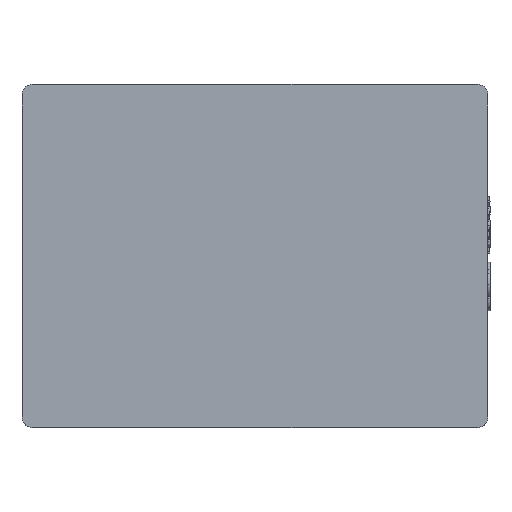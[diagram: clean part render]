
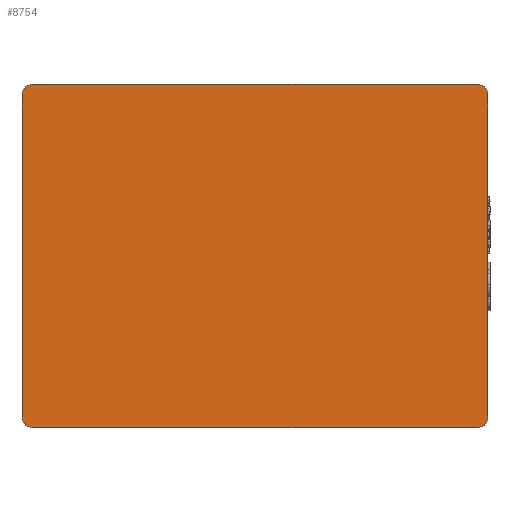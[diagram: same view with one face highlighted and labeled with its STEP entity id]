
A CAD part, top view. The second image highlights one B-rep face of the part: STEP entity #8754.
In plain terms, the highlighted planar face has unit normal (0, 0, 1).
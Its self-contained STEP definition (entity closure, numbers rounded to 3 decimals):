
#756 = DIRECTION ( 'NONE',  ( 1., 0., 0. ) ) ;
#1605 = PLANE ( 'NONE',  #19236 ) ;
#3439 = CARTESIAN_POINT ( 'NONE',  ( 1.05, -0.76, 0.48 ) ) ;
#4051 = FACE_OUTER_BOUND ( 'NONE', #10239, .T. ) ;
#4813 = CARTESIAN_POINT ( 'NONE',  ( -1.1, 0.76, 0.48 ) ) ;
#4873 = CIRCLE ( 'NONE', #16108, 0.05 ) ;
#7589 = LINE ( 'NONE', #21208, #30331 ) ;
#8420 = DIRECTION ( 'NONE',  ( -1., 0., 0. ) ) ;
#8754 = ADVANCED_FACE ( 'NONE', ( #4051 ), #1605, .F. ) ;
#9267 = DIRECTION ( 'NONE',  ( 0., 0., 1. ) ) ;
#10239 = EDGE_LOOP ( 'NONE', ( #29470, #20056, #11665, #22197, #14084, #25362, #12666, #27850 ) ) ;
#10630 = VERTEX_POINT ( 'NONE', #22122 ) ;
#10726 = CIRCLE ( 'NONE', #27540, 0.05 ) ;
#11077 = DIRECTION ( 'NONE',  ( 0., 0., -1. ) ) ;
#11116 = DIRECTION ( 'NONE',  ( 0., 0., 1. ) ) ;
#11665 = ORIENTED_EDGE ( 'NONE', *, *, #23428, .T. ) ;
#11712 = CARTESIAN_POINT ( 'NONE',  ( -1.05, 0.76, 0.48 ) ) ;
#11726 = VERTEX_POINT ( 'NONE', #17173 ) ;
#11736 = CARTESIAN_POINT ( 'NONE',  ( 1.05, 0.76, 0.48 ) ) ;
#12377 = DIRECTION ( 'NONE',  ( 1., 0., 0. ) ) ;
#12460 = CARTESIAN_POINT ( 'NONE',  ( 1.05, 0.76, 0.48 ) ) ;
#12666 = ORIENTED_EDGE ( 'NONE', *, *, #29775, .T. ) ;
#14084 = ORIENTED_EDGE ( 'NONE', *, *, #32038, .T. ) ;
#14931 = EDGE_CURVE ( 'NONE', #41667, #27643, #38125, .T. ) ;
#15019 = EDGE_CURVE ( 'NONE', #27643, #23263, #29379, .T. ) ;
#15962 = DIRECTION ( 'NONE',  ( 0., 0., 1. ) ) ;
#16108 = AXIS2_PLACEMENT_3D ( 'NONE', #3439, #11116, #756 ) ;
#16957 = VERTEX_POINT ( 'NONE', #24242 ) ;
#17173 = CARTESIAN_POINT ( 'NONE',  ( 1.05, -0.81, 0.48 ) ) ;
#17667 = DIRECTION ( 'NONE',  ( 1., 0., 0. ) ) ;
#17700 = CARTESIAN_POINT ( 'NONE',  ( 1.1, 0.76, 0.48 ) ) ;
#19236 = AXIS2_PLACEMENT_3D ( 'NONE', #11736, #11077, #8420 ) ;
#20056 = ORIENTED_EDGE ( 'NONE', *, *, #34061, .T. ) ;
#20967 = CARTESIAN_POINT ( 'NONE',  ( 1.1, -0.76, 0.48 ) ) ;
#21208 = CARTESIAN_POINT ( 'NONE',  ( -1.05, -0.81, 0.48 ) ) ;
#21701 = AXIS2_PLACEMENT_3D ( 'NONE', #11712, #9267, #35811 ) ;
#22122 = CARTESIAN_POINT ( 'NONE',  ( -1.1, 0.76, 0.48 ) ) ;
#22134 = DIRECTION ( 'NONE',  ( -1., 0., 0. ) ) ;
#22197 = ORIENTED_EDGE ( 'NONE', *, *, #25671, .T. ) ;
#23263 = VERTEX_POINT ( 'NONE', #36955 ) ;
#23428 = EDGE_CURVE ( 'NONE', #39106, #10630, #32905, .T. ) ;
#24146 = LINE ( 'NONE', #41221, #26331 ) ;
#24242 = CARTESIAN_POINT ( 'NONE',  ( -1.05, -0.81, 0.48 ) ) ;
#25086 = EDGE_CURVE ( 'NONE', #16957, #11726, #7589, .T. ) ;
#25362 = ORIENTED_EDGE ( 'NONE', *, *, #25086, .T. ) ;
#25671 = EDGE_CURVE ( 'NONE', #10630, #38514, #39780, .T. ) ;
#26331 = VECTOR ( 'NONE', #37513, 1000. ) ;
#26757 = CARTESIAN_POINT ( 'NONE',  ( -1.05, 0.81, 0.48 ) ) ;
#27396 = CARTESIAN_POINT ( 'NONE',  ( 1.1, 0.76, 0.48 ) ) ;
#27540 = AXIS2_PLACEMENT_3D ( 'NONE', #35824, #42428, #12377 ) ;
#27643 = VERTEX_POINT ( 'NONE', #17700 ) ;
#27850 = ORIENTED_EDGE ( 'NONE', *, *, #14931, .T. ) ;
#29379 = CIRCLE ( 'NONE', #30076, 0.05 ) ;
#29470 = ORIENTED_EDGE ( 'NONE', *, *, #15019, .T. ) ;
#29775 = EDGE_CURVE ( 'NONE', #11726, #41667, #4873, .T. ) ;
#30076 = AXIS2_PLACEMENT_3D ( 'NONE', #12460, #15962, #22134 ) ;
#30331 = VECTOR ( 'NONE', #17667, 1000. ) ;
#32038 = EDGE_CURVE ( 'NONE', #38514, #16957, #10726, .T. ) ;
#32905 = CIRCLE ( 'NONE', #21701, 0.05 ) ;
#33325 = VECTOR ( 'NONE', #37898, 1000. ) ;
#34061 = EDGE_CURVE ( 'NONE', #23263, #39106, #24146, .T. ) ;
#34467 = DIRECTION ( 'NONE',  ( 0., -1., 0. ) ) ;
#35811 = DIRECTION ( 'NONE',  ( 1., 0., 0. ) ) ;
#35824 = CARTESIAN_POINT ( 'NONE',  ( -1.05, -0.76, 0.48 ) ) ;
#36955 = CARTESIAN_POINT ( 'NONE',  ( 1.05, 0.81, 0.48 ) ) ;
#37513 = DIRECTION ( 'NONE',  ( -1., 0., 0. ) ) ;
#37842 = CARTESIAN_POINT ( 'NONE',  ( -1.1, -0.76, 0.48 ) ) ;
#37898 = DIRECTION ( 'NONE',  ( 0., 1., 0. ) ) ;
#38125 = LINE ( 'NONE', #27396, #33325 ) ;
#38514 = VERTEX_POINT ( 'NONE', #37842 ) ;
#39106 = VERTEX_POINT ( 'NONE', #26757 ) ;
#39780 = LINE ( 'NONE', #4813, #43008 ) ;
#41221 = CARTESIAN_POINT ( 'NONE',  ( -1.05, 0.81, 0.48 ) ) ;
#41667 = VERTEX_POINT ( 'NONE', #20967 ) ;
#42428 = DIRECTION ( 'NONE',  ( 0., 0., 1. ) ) ;
#43008 = VECTOR ( 'NONE', #34467, 1000. ) ;
